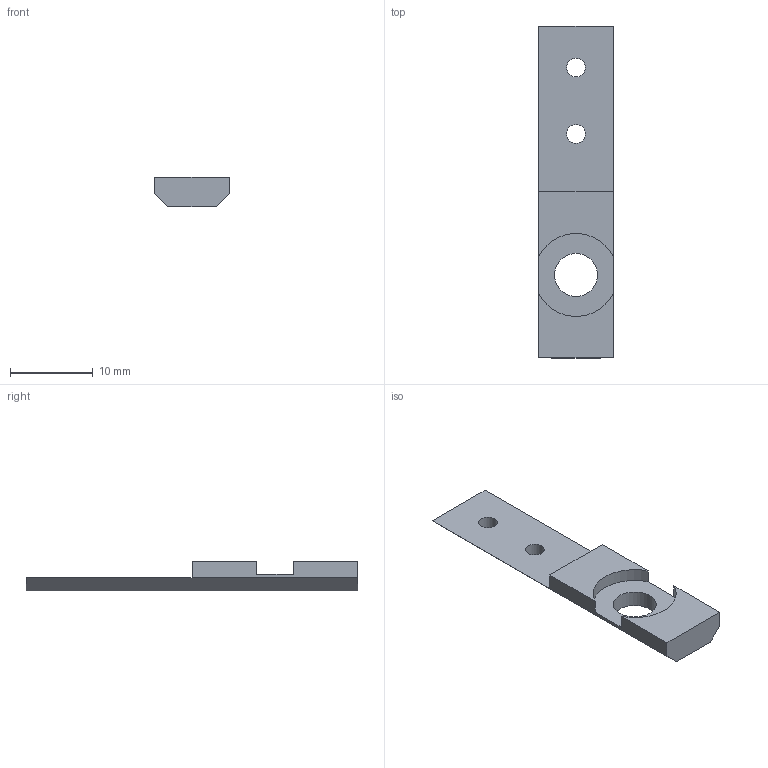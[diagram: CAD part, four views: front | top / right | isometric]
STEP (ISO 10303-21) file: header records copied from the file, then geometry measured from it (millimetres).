
FILE_DESCRIPTION( ( '' ), ' ' );
FILE_NAME( '55182c39e4b0bf004c58f2e5.step', '2015-03-29T16:45:45', ( '' ), ( '' ), ' ', ' ', ' ' );
FILE_SCHEMA( ( 'AUTOMOTIVE_DESIGN { 1 0 10303 214 1 1 1 1 }' ) );
Length unit declared in the file: metre
Products named in the file (1): X-Lower
Bounding box: 9 x 40 x 3.6 mm (x, y, z)
Volume: 657.3 mm3; surface area: 931.5 mm2
Topology: 1 solids, 1 shells, 17 faces, 46 edges, 31 vertices
Faces by surface type: plane 12, cylinder 5
Full cylindrical faces by diameter (mm): 2.261 x2, 5.2 x1
Entity records: 523 total; most frequent: CARTESIAN_POINT 86, DIRECTION 86, ORIENTED_EDGE 80, EDGE_CURVE 40, LINE 30, VECTOR 30, AXIS2_PLACEMENT_3D 28, VERTEX_POINT 28
